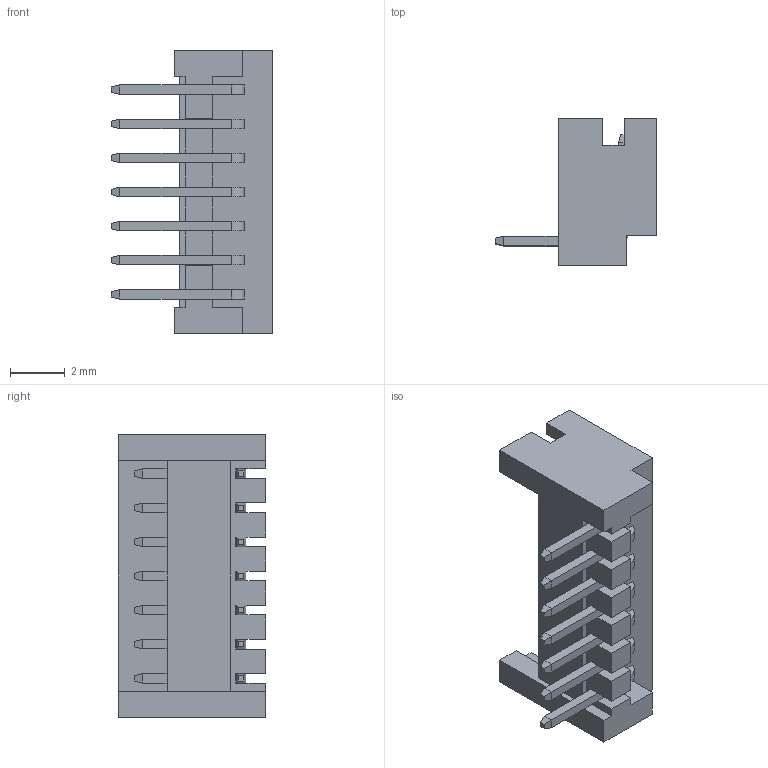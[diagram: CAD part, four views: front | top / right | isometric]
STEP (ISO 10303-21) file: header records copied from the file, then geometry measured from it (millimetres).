
FILE_DESCRIPTION(('OneSpaceDesigner STEP Export'),'2;1');
FILE_NAME('DF13-7P-1.25DS.stp','2007-03-23T 8:20:37',(''),(''),'OneSpace Designer STEP processor (Jan. 2003) for AP214(CD)(Solid Model)','OneSpace Designer 12.00 10-Sep-2003 (C) CoCreate Software GmbH','');
FILE_SCHEMA(('AUTOMOTIVE_DESIGN_CC2 {1 2 10303 214 -1 1 5 1}'));
Length unit declared in the file: millimetre
Products named in the file (2): DF13-7P-1.25DS
Assembly tree (1 placements, depth 2):
  DF13-7P-1.25DS
    DF13-7P-1.25DS
Bounding box: 5.9 x 5.4 x 10.4 mm (x, y, z)
Volume: 94.3 mm3; surface area: 338.9 mm2
Topology: 1 solids, 1 shells, 216 faces, 560 edges, 344 vertices
Faces by surface type: plane 202, cylinder 14
Entity records: 6147 total; most frequent: ORIENTED_EDGE 1120, CARTESIAN_POINT 1056, DIRECTION 924, EDGE_CURVE 560, VECTOR 500, LINE 500, VERTEX_POINT 344, EDGE_LOOP 230
